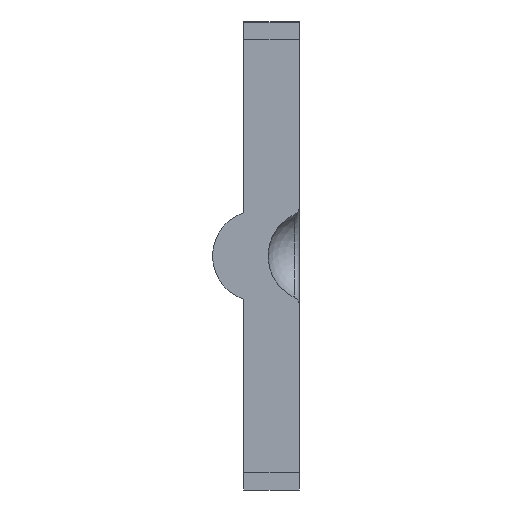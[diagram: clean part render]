
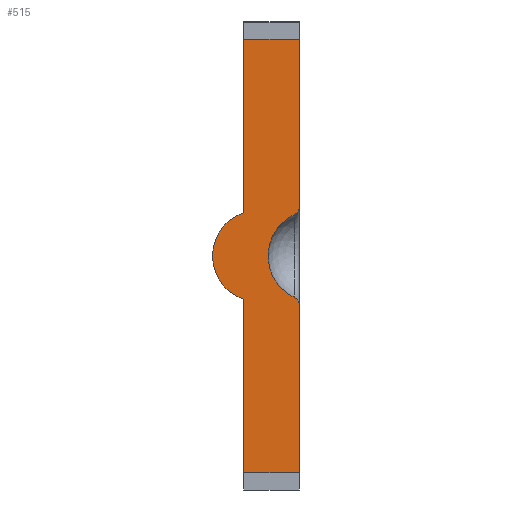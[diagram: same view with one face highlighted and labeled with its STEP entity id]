
A CAD part, left-side view. The second image highlights one B-rep face of the part: STEP entity #515.
In plain terms, the highlighted planar face has unit normal (-1, 0, 0).
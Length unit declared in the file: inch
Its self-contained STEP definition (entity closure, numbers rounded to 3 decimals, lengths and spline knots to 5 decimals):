
#41 = VECTOR ( 'NONE', #582, 39.37008 ) ;
#46 = VERTEX_POINT ( 'NONE', #496 ) ;
#48 = DIRECTION ( 'NONE',  ( 1., 0., 0. ) ) ;
#65 = EDGE_CURVE ( 'NONE', #343, #46, #595, .T. ) ;
#70 = EDGE_CURVE ( 'NONE', #676, #46, #876, .T. ) ;
#93 = ORIENTED_EDGE ( 'NONE', *, *, #780, .T. ) ;
#130 = ORIENTED_EDGE ( 'NONE', *, *, #375, .F. ) ;
#135 = VERTEX_POINT ( 'NONE', #259 ) ;
#141 = ORIENTED_EDGE ( 'NONE', *, *, #922, .T. ) ;
#151 = AXIS2_PLACEMENT_3D ( 'NONE', #835, #832, #822 ) ;
#162 = CARTESIAN_POINT ( 'NONE',  ( -0.419, 0.00287, 0.02385 ) ) ;
#188 = ORIENTED_EDGE ( 'NONE', *, *, #849, .F. ) ;
#190 = VERTEX_POINT ( 'NONE', #616 ) ;
#200 = ORIENTED_EDGE ( 'NONE', *, *, #897, .F. ) ;
#224 = DIRECTION ( 'NONE',  ( 0., -1., 0. ) ) ;
#230 = LINE ( 'NONE', #640, #41 ) ;
#241 = CARTESIAN_POINT ( 'NONE',  ( -0.419, 0., -0.02837 ) ) ;
#250 = PLANE ( 'NONE',  #633 ) ;
#259 = CARTESIAN_POINT ( 'NONE',  ( -0.419, 0.00287, -0.02385 ) ) ;
#260 = CARTESIAN_POINT ( 'NONE',  ( -0.419, 0.032, 0.025 ) ) ;
#272 = DIRECTION ( 'NONE',  ( 0., 0., 1. ) ) ;
#280 = DIRECTION ( 'NONE',  ( -1., 0., 0. ) ) ;
#281 = CARTESIAN_POINT ( 'NONE',  ( -0.419, 0.02364, 0. ) ) ;
#288 = DIRECTION ( 'NONE',  ( 0., -1., 0. ) ) ;
#305 = VERTEX_POINT ( 'NONE', #377 ) ;
#306 = VECTOR ( 'NONE', #592, 39.37008 ) ;
#340 = CARTESIAN_POINT ( 'NONE',  ( -0.419, 0., -0.125 ) ) ;
#343 = VERTEX_POINT ( 'NONE', #837 ) ;
#346 = CARTESIAN_POINT ( 'NONE',  ( -0.419, 0., 0.02837 ) ) ;
#373 = DIRECTION ( 'NONE',  ( 0., 0., 1. ) ) ;
#375 = EDGE_CURVE ( 'NONE', #676, #305, #230, .T. ) ;
#377 = CARTESIAN_POINT ( 'NONE',  ( -0.419, 0.032, 0.125 ) ) ;
#393 = FACE_OUTER_BOUND ( 'NONE', #748, .T. ) ;
#401 = CARTESIAN_POINT ( 'NONE',  ( -0.419, 0.032, 0.125 ) ) ;
#403 = EDGE_CURVE ( 'NONE', #408, #190, #932, .T. ) ;
#408 = VERTEX_POINT ( 'NONE', #346 ) ;
#414 = CARTESIAN_POINT ( 'NONE',  ( -0.419, 0., -0.125 ) ) ;
#427 = CARTESIAN_POINT ( 'NONE',  ( -0.419, 0.032, -0.125 ) ) ;
#463 = CARTESIAN_POINT ( 'NONE',  ( -0.419, 0.032, -0.125 ) ) ;
#468 = CIRCLE ( 'NONE', #678, 0.02636 ) ;
#478 = DIRECTION ( 'NONE',  ( 0., 0., 1. ) ) ;
#479 = EDGE_CURVE ( 'NONE', #689, #622, #493, .T. ) ;
#486 = VERTEX_POINT ( 'NONE', #162 ) ;
#493 = LINE ( 'NONE', #340, #306 ) ;
#496 = CARTESIAN_POINT ( 'NONE',  ( -0.419, 0.032, -0.025 ) ) ;
#502 = VECTOR ( 'NONE', #288, 39.37008 ) ;
#515 = ADVANCED_FACE ( 'NONE', ( #393 ), #250, .F. ) ;
#524 = DIRECTION ( 'NONE',  ( -1., 0., 0. ) ) ;
#527 = DIRECTION ( 'NONE',  ( 0., 0., -1. ) ) ;
#570 = LINE ( 'NONE', #463, #502 ) ;
#582 = DIRECTION ( 'NONE',  ( 0., 0., 1. ) ) ;
#591 = CARTESIAN_POINT ( 'NONE',  ( -0.419, 0., -0.125 ) ) ;
#592 = DIRECTION ( 'NONE',  ( 0., 0., 1. ) ) ;
#595 = LINE ( 'NONE', #427, #899 ) ;
#598 = CIRCLE ( 'NONE', #833, 0.005 ) ;
#616 = CARTESIAN_POINT ( 'NONE',  ( -0.419, 0., 0.125 ) ) ;
#622 = VERTEX_POINT ( 'NONE', #241 ) ;
#633 = AXIS2_PLACEMENT_3D ( 'NONE', #786, #48, #715 ) ;
#640 = CARTESIAN_POINT ( 'NONE',  ( -0.419, 0.032, -0.125 ) ) ;
#644 = VECTOR ( 'NONE', #224, 39.37008 ) ;
#675 = ORIENTED_EDGE ( 'NONE', *, *, #479, .T. ) ;
#676 = VERTEX_POINT ( 'NONE', #260 ) ;
#678 = AXIS2_PLACEMENT_3D ( 'NONE', #917, #848, #855 ) ;
#689 = VERTEX_POINT ( 'NONE', #591 ) ;
#695 = CIRCLE ( 'NONE', #151, 0.005 ) ;
#715 = DIRECTION ( 'NONE',  ( 0., 0., -1. ) ) ;
#727 = ORIENTED_EDGE ( 'NONE', *, *, #869, .T. ) ;
#748 = EDGE_LOOP ( 'NONE', ( #675, #141, #200, #93, #831, #188, #130, #788, #915, #727 ) ) ;
#760 = LINE ( 'NONE', #401, #644 ) ;
#767 = VECTOR ( 'NONE', #478, 39.37008 ) ;
#780 = EDGE_CURVE ( 'NONE', #486, #408, #695, .T. ) ;
#786 = CARTESIAN_POINT ( 'NONE',  ( -0.419, 0.032, -0.125 ) ) ;
#788 = ORIENTED_EDGE ( 'NONE', *, *, #70, .T. ) ;
#822 = DIRECTION ( 'NONE',  ( 0., 0., -1. ) ) ;
#831 = ORIENTED_EDGE ( 'NONE', *, *, #403, .T. ) ;
#832 = DIRECTION ( 'NONE',  ( -1., 0., 0. ) ) ;
#833 = AXIS2_PLACEMENT_3D ( 'NONE', #928, #524, #527 ) ;
#835 = CARTESIAN_POINT ( 'NONE',  ( -0.419, 0.005, 0.02837 ) ) ;
#837 = CARTESIAN_POINT ( 'NONE',  ( -0.419, 0.032, -0.125 ) ) ;
#848 = DIRECTION ( 'NONE',  ( -1., 0., 0. ) ) ;
#849 = EDGE_CURVE ( 'NONE', #305, #190, #760, .T. ) ;
#855 = DIRECTION ( 'NONE',  ( 0., 0., 1. ) ) ;
#869 = EDGE_CURVE ( 'NONE', #343, #689, #570, .T. ) ;
#876 = CIRCLE ( 'NONE', #911, 0.02636 ) ;
#897 = EDGE_CURVE ( 'NONE', #486, #135, #468, .T. ) ;
#899 = VECTOR ( 'NONE', #373, 39.37008 ) ;
#911 = AXIS2_PLACEMENT_3D ( 'NONE', #281, #280, #272 ) ;
#915 = ORIENTED_EDGE ( 'NONE', *, *, #65, .F. ) ;
#917 = CARTESIAN_POINT ( 'NONE',  ( -0.419, -0.00836, 0. ) ) ;
#922 = EDGE_CURVE ( 'NONE', #622, #135, #598, .T. ) ;
#928 = CARTESIAN_POINT ( 'NONE',  ( -0.419, 0.005, -0.02837 ) ) ;
#932 = LINE ( 'NONE', #414, #767 ) ;
